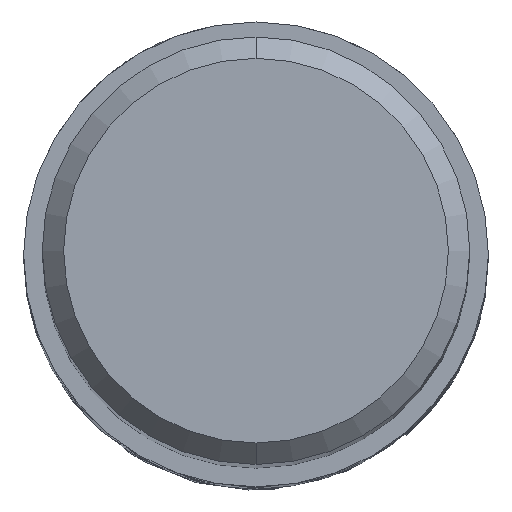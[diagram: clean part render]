
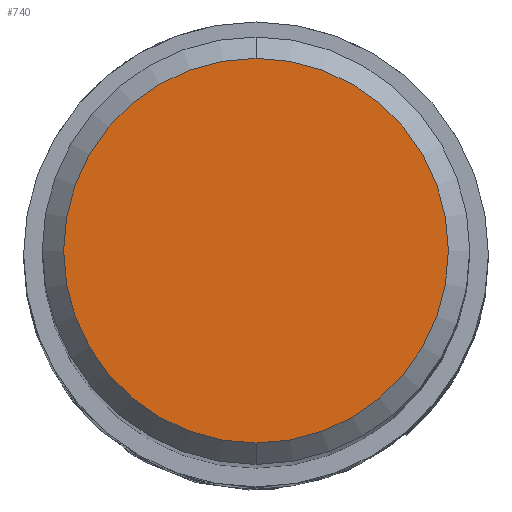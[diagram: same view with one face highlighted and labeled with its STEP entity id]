
A CAD part, top view. The second image highlights one B-rep face of the part: STEP entity #740.
In plain terms, the highlighted planar face has unit normal (0, 0, 1).
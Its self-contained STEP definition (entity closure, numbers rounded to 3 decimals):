
#374=EDGE_CURVE('',#474,#422,#917,.T.);
#422=VERTEX_POINT('',#968);
#466=EDGE_CURVE('',#422,#474,#1016,.T.);
#474=VERTEX_POINT('',#1025);
#740=ADVANCED_FACE('',(#1317),#1318,.T.);
#917=CIRCLE('',#1649,3.6);
#968=CARTESIAN_POINT('',(0.0,3.6,0.0));
#1016=CIRCLE('',#1963,3.6);
#1025=CARTESIAN_POINT('',(0.,-3.6,0.0));
#1317=FACE_OUTER_BOUND('',#4748,.T.);
#1318=PLANE('',#4749);
#1649=AXIS2_PLACEMENT_3D('',#4999,#5000,#5001);
#1963=AXIS2_PLACEMENT_3D('',#5097,#5098,#5099);
#4748=EDGE_LOOP('',(#5453,#5454));
#4749=AXIS2_PLACEMENT_3D('',#5455,#5456,#5457);
#4999=CARTESIAN_POINT('',(0.0,0.0,0.0));
#5000=DIRECTION('',(0.0,0.0,-1.0));
#5001=DIRECTION('',(0.0,1.0,0.0));
#5097=CARTESIAN_POINT('',(0.0,0.0,0.0));
#5098=DIRECTION('',(0.0,0.0,-1.0));
#5099=DIRECTION('',(0.0,1.0,0.0));
#5453=ORIENTED_EDGE('',*,*,#466,.F.);
#5454=ORIENTED_EDGE('',*,*,#374,.F.);
#5455=CARTESIAN_POINT('',(0.0,1.8,0.0));
#5456=DIRECTION('',(-0.0,0.0,1.0));
#5457=DIRECTION('',(0.0,-1.0,0.0));
